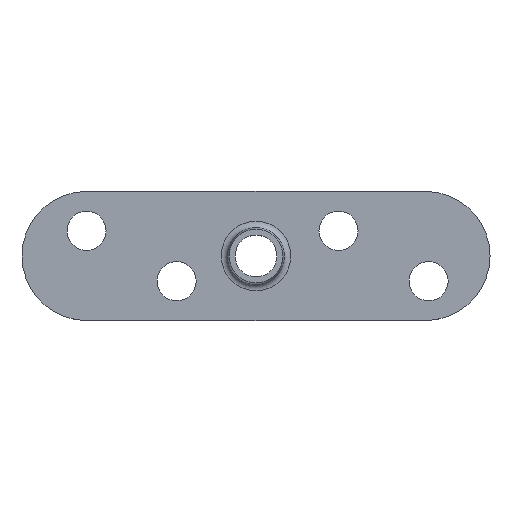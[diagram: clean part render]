
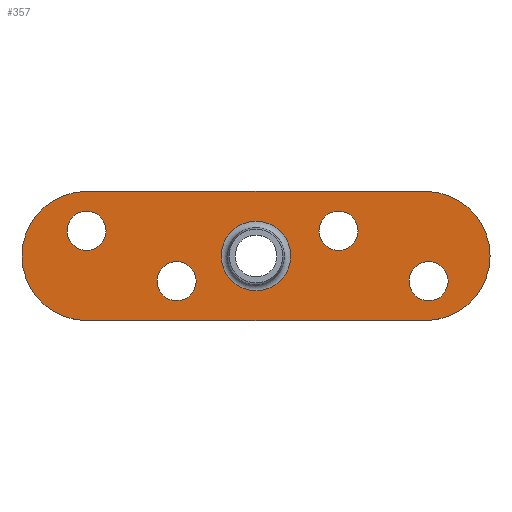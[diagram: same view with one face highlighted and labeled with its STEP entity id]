
A CAD part, top view. The second image highlights one B-rep face of the part: STEP entity #357.
In plain terms, the highlighted planar face has unit normal (0, 0, 1).
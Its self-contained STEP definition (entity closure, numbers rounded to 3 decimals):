
#30=FACE_BOUND('',#80,.T.);
#31=FACE_BOUND('',#81,.T.);
#32=FACE_BOUND('',#82,.T.);
#33=FACE_BOUND('',#83,.T.);
#34=FACE_BOUND('',#84,.T.);
#37=PLANE('',#424);
#54=FACE_OUTER_BOUND('',#79,.T.);
#79=EDGE_LOOP('',(#304,#305,#306,#307));
#80=EDGE_LOOP('',(#308,#309));
#81=EDGE_LOOP('',(#310,#311));
#82=EDGE_LOOP('',(#312,#313));
#83=EDGE_LOOP('',(#314,#315));
#84=EDGE_LOOP('',(#316));
#104=LINE('',#638,#123);
#105=LINE('',#642,#124);
#123=VECTOR('',#530,10.);
#124=VECTOR('',#533,10.);
#138=CIRCLE('',#395,3.1);
#139=CIRCLE('',#396,3.1);
#141=CIRCLE('',#400,3.1);
#142=CIRCLE('',#401,3.1);
#144=CIRCLE('',#405,3.1);
#145=CIRCLE('',#406,3.1);
#147=CIRCLE('',#410,3.1);
#148=CIRCLE('',#411,3.1);
#155=CIRCLE('',#421,5.5);
#157=CIRCLE('',#425,10.25);
#158=CIRCLE('',#426,10.25);
#170=VERTEX_POINT('',#580);
#171=VERTEX_POINT('',#581);
#173=VERTEX_POINT('',#590);
#174=VERTEX_POINT('',#591);
#176=VERTEX_POINT('',#600);
#177=VERTEX_POINT('',#601);
#179=VERTEX_POINT('',#610);
#180=VERTEX_POINT('',#611);
#185=VERTEX_POINT('',#628);
#187=VERTEX_POINT('',#636);
#188=VERTEX_POINT('',#637);
#189=VERTEX_POINT('',#639);
#190=VERTEX_POINT('',#641);
#203=EDGE_CURVE('',#170,#171,#138,.T.);
#204=EDGE_CURVE('',#171,#170,#139,.T.);
#208=EDGE_CURVE('',#173,#174,#141,.T.);
#209=EDGE_CURVE('',#174,#173,#142,.T.);
#213=EDGE_CURVE('',#176,#177,#144,.T.);
#214=EDGE_CURVE('',#177,#176,#145,.T.);
#218=EDGE_CURVE('',#179,#180,#147,.T.);
#219=EDGE_CURVE('',#180,#179,#148,.T.);
#228=EDGE_CURVE('',#185,#185,#155,.T.);
#231=EDGE_CURVE('',#187,#188,#104,.T.);
#232=EDGE_CURVE('',#189,#187,#157,.T.);
#233=EDGE_CURVE('',#190,#189,#105,.T.);
#234=EDGE_CURVE('',#188,#190,#158,.T.);
#304=ORIENTED_EDGE('',*,*,#231,.F.);
#305=ORIENTED_EDGE('',*,*,#232,.F.);
#306=ORIENTED_EDGE('',*,*,#233,.F.);
#307=ORIENTED_EDGE('',*,*,#234,.F.);
#308=ORIENTED_EDGE('',*,*,#208,.T.);
#309=ORIENTED_EDGE('',*,*,#209,.T.);
#310=ORIENTED_EDGE('',*,*,#203,.T.);
#311=ORIENTED_EDGE('',*,*,#204,.T.);
#312=ORIENTED_EDGE('',*,*,#218,.T.);
#313=ORIENTED_EDGE('',*,*,#219,.T.);
#314=ORIENTED_EDGE('',*,*,#213,.T.);
#315=ORIENTED_EDGE('',*,*,#214,.T.);
#316=ORIENTED_EDGE('',*,*,#228,.F.);
#357=ADVANCED_FACE('',(#54,#30,#31,#32,#33,#34),#37,.T.);
#395=AXIS2_PLACEMENT_3D('',#582,#461,#462);
#396=AXIS2_PLACEMENT_3D('',#583,#463,#464);
#400=AXIS2_PLACEMENT_3D('',#592,#473,#474);
#401=AXIS2_PLACEMENT_3D('',#593,#475,#476);
#405=AXIS2_PLACEMENT_3D('',#602,#485,#486);
#406=AXIS2_PLACEMENT_3D('',#603,#487,#488);
#410=AXIS2_PLACEMENT_3D('',#612,#497,#498);
#411=AXIS2_PLACEMENT_3D('',#613,#499,#500);
#421=AXIS2_PLACEMENT_3D('',#630,#521,#522);
#424=AXIS2_PLACEMENT_3D('',#635,#528,#529);
#425=AXIS2_PLACEMENT_3D('',#640,#531,#532);
#426=AXIS2_PLACEMENT_3D('',#643,#534,#535);
#461=DIRECTION('center_axis',(0.,0.,-1.));
#462=DIRECTION('ref_axis',(1.,0.,0.));
#463=DIRECTION('center_axis',(0.,0.,-1.));
#464=DIRECTION('ref_axis',(1.,0.,0.));
#473=DIRECTION('center_axis',(0.,0.,-1.));
#474=DIRECTION('ref_axis',(1.,0.,0.));
#475=DIRECTION('center_axis',(0.,0.,-1.));
#476=DIRECTION('ref_axis',(1.,0.,0.));
#485=DIRECTION('center_axis',(0.,0.,-1.));
#486=DIRECTION('ref_axis',(1.,0.,0.));
#487=DIRECTION('center_axis',(0.,0.,-1.));
#488=DIRECTION('ref_axis',(1.,0.,0.));
#497=DIRECTION('center_axis',(0.,0.,-1.));
#498=DIRECTION('ref_axis',(1.,0.,0.));
#499=DIRECTION('center_axis',(0.,0.,-1.));
#500=DIRECTION('ref_axis',(1.,0.,0.));
#521=DIRECTION('center_axis',(0.,0.,1.));
#522=DIRECTION('ref_axis',(-1.,0.,0.));
#528=DIRECTION('center_axis',(0.,0.,1.));
#529=DIRECTION('ref_axis',(1.,0.,0.));
#530=DIRECTION('',(1.,0.,0.));
#531=DIRECTION('center_axis',(0.,0.,-1.));
#532=DIRECTION('ref_axis',(0.,1.,0.));
#533=DIRECTION('',(-1.,0.,0.));
#534=DIRECTION('center_axis',(0.,0.,-1.));
#535=DIRECTION('ref_axis',(0.,-1.,0.));
#580=CARTESIAN_POINT('',(16.2,4.,1.8));
#581=CARTESIAN_POINT('',(10.,4.,1.8));
#582=CARTESIAN_POINT('Origin',(13.1,4.,1.8));
#583=CARTESIAN_POINT('Origin',(13.1,4.,1.8));
#590=CARTESIAN_POINT('',(30.5,-4.,1.8));
#591=CARTESIAN_POINT('',(24.3,-4.,1.8));
#592=CARTESIAN_POINT('Origin',(27.4,-4.,1.8));
#593=CARTESIAN_POINT('Origin',(27.4,-4.,1.8));
#600=CARTESIAN_POINT('',(-9.5,-4.,1.8));
#601=CARTESIAN_POINT('',(-15.7,-4.,1.8));
#602=CARTESIAN_POINT('Origin',(-12.6,-4.,1.8));
#603=CARTESIAN_POINT('Origin',(-12.6,-4.,1.8));
#610=CARTESIAN_POINT('',(-23.8,4.,1.8));
#611=CARTESIAN_POINT('',(-30.,4.,1.8));
#612=CARTESIAN_POINT('Origin',(-26.9,4.,1.8));
#613=CARTESIAN_POINT('Origin',(-26.9,4.,1.8));
#628=CARTESIAN_POINT('',(5.5,0.,1.8));
#630=CARTESIAN_POINT('Origin',(0.,0.,
1.8));
#635=CARTESIAN_POINT('Origin',(0.,0.,1.8));
#636=CARTESIAN_POINT('',(-26.9,10.25,1.8));
#637=CARTESIAN_POINT('',(26.9,10.25,1.8));
#638=CARTESIAN_POINT('',(26.9,10.25,1.8));
#639=CARTESIAN_POINT('',(-26.9,-10.25,1.8));
#640=CARTESIAN_POINT('Origin',(-26.9,0.,1.8));
#641=CARTESIAN_POINT('',(26.9,-10.25,1.8));
#642=CARTESIAN_POINT('',(-26.9,-10.25,1.8));
#643=CARTESIAN_POINT('Origin',(26.9,0.,1.8));
